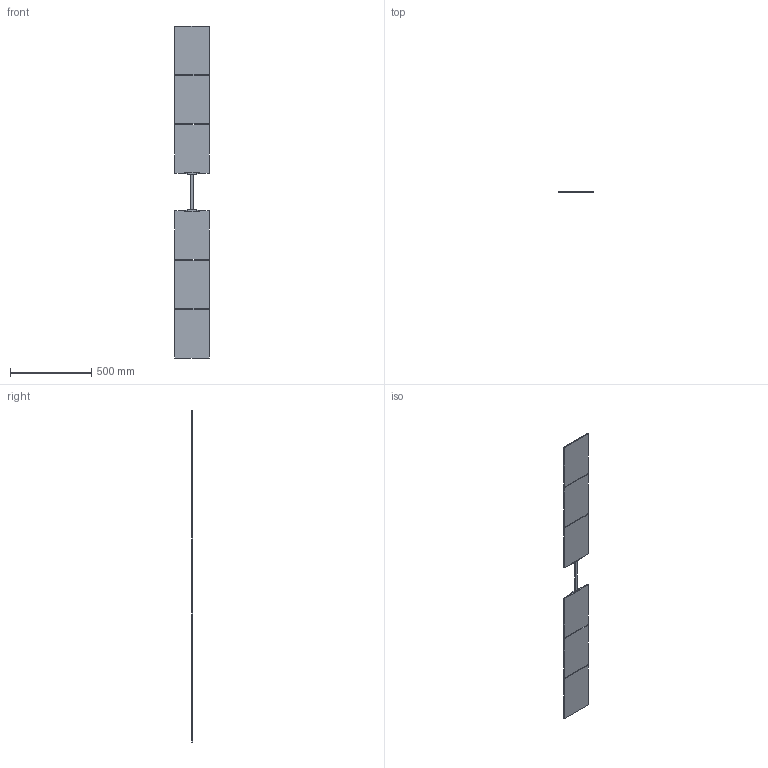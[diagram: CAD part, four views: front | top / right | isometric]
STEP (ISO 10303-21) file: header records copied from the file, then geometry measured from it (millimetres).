
FILE_DESCRIPTION (( 'STEP AP214' ), '1' );
FILE_NAME ('U12cubesat_Spanel.STEP', '2021-11-08T17:40:57', ( '' ), ( '' ), 'SwSTEP 2.0', 'SolidWorks 2021', '' );
FILE_SCHEMA (( 'AUTOMOTIVE_DESIGN' ));
Length unit declared in the file: millimetre
Products named in the file (1): U12cubesat_Spanel
Bounding box: 213 x 11 x 2047.3 mm (x, y, z)
Volume: 1949636.5 mm3; surface area: 812167.6 mm2
Topology: 1 solids, 1 shells, 92 faces, 260 edges, 172 vertices
Faces by surface type: plane 92
Entity records: 2962 total; most frequent: CARTESIAN_POINT 525, ORIENTED_EDGE 520, DIRECTION 446, LINE 260, VECTOR 260, EDGE_CURVE 260, VERTEX_POINT 172, EDGE_LOOP 102
